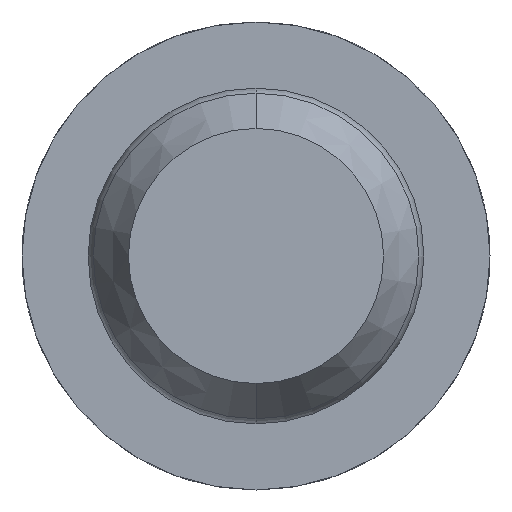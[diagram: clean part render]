
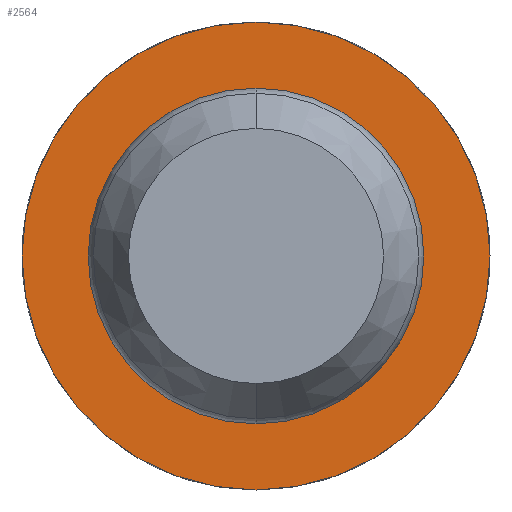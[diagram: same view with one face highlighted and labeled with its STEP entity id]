
A CAD part, front view. The second image highlights one B-rep face of the part: STEP entity #2564.
In plain terms, the highlighted planar face has unit normal (0, -1, 0).
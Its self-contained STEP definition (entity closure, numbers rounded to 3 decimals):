
#86 = VERTEX_POINT ( 'NONE', #1477 ) ;
#106 = CARTESIAN_POINT ( 'NONE',  ( 0., -10.5, 0.825 ) ) ;
#112 = VERTEX_POINT ( 'NONE', #675 ) ;
#300 = EDGE_CURVE ( 'Defeature ausgef�hrt2_4+Defeature ausgef�hrt2_5+Defeature ausgef�hrt2_5+Defeature ausgef�hrt2_5', #112, #2411, #758, .T. ) ;
#518 = DIRECTION ( 'NONE',  ( 0., 1., 0. ) ) ;
#524 = FACE_OUTER_BOUND ( 'NONE', #594, .T. ) ;
#541 = EDGE_CURVE ( 'Defeature ausgef�hrt2_3+Defeature ausgef�hrt2_4+Defeature ausgef�hrt2_4+Defeature ausgef�hrt2_4', #86, #1824, #3900, .T. ) ;
#594 = EDGE_LOOP ( 'NONE', ( #2817, #2078 ) ) ;
#622 = DIRECTION ( 'NONE',  ( 0., 0., 1. ) ) ;
#675 = CARTESIAN_POINT ( 'NONE',  ( 0., -10.5, -0.825 ) ) ;
#721 = DIRECTION ( 'NONE',  ( 0., 1., 0. ) ) ;
#754 = CARTESIAN_POINT ( 'NONE',  ( 0., -10.5, 0. ) ) ;
#758 = CIRCLE ( 'NONE', #3604, 0.825 ) ;
#891 = AXIS2_PLACEMENT_3D ( 'NONE', #2735, #3863, #2382 ) ;
#1332 = EDGE_LOOP ( 'NONE', ( #2719, #3910 ) ) ;
#1477 = CARTESIAN_POINT ( 'NONE',  ( 0., -10.5, -1.15 ) ) ;
#1734 = CARTESIAN_POINT ( 'NONE',  ( 0., -10.5, 0. ) ) ;
#1824 = VERTEX_POINT ( 'NONE', #2105 ) ;
#1952 = FACE_BOUND ( 'NONE', #1332, .T. ) ;
#2000 = AXIS2_PLACEMENT_3D ( 'NONE', #3467, #518, #3059 ) ;
#2046 = CARTESIAN_POINT ( 'NONE',  ( 0., -10.5, 0. ) ) ;
#2078 = ORIENTED_EDGE ( 'NONE', *, *, #541, .F. ) ;
#2105 = CARTESIAN_POINT ( 'NONE',  ( 0., -10.5, 1.15 ) ) ;
#2121 = DIRECTION ( 'NONE',  ( 0., 0., 1. ) ) ;
#2382 = DIRECTION ( 'NONE',  ( 0., 0., 1. ) ) ;
#2411 = VERTEX_POINT ( 'NONE', #106 ) ;
#2536 = DIRECTION ( 'NONE',  ( 0., 0., 1. ) ) ;
#2564 = ADVANCED_FACE ( 'Defeature ausgef�hrt2_4', ( #524, #1952 ), #3476, .F. ) ;
#2719 = ORIENTED_EDGE ( 'NONE', *, *, #3745, .T. ) ;
#2735 = CARTESIAN_POINT ( 'NONE',  ( 1.15, -10.5, 0. ) ) ;
#2817 = ORIENTED_EDGE ( 'NONE', *, *, #3436, .F. ) ;
#2826 = DIRECTION ( 'NONE',  ( 0., 1., 0. ) ) ;
#3059 = DIRECTION ( 'NONE',  ( 0., 0., 1. ) ) ;
#3436 = EDGE_CURVE ( 'Defeature ausgef�hrt2_3+Defeature ausgef�hrt2_4+Defeature ausgef�hrt2_4+Defeature ausgef�hrt2_4', #1824, #86, #4337, .T. ) ;
#3467 = CARTESIAN_POINT ( 'NONE',  ( 0., -10.5, 0. ) ) ;
#3476 = PLANE ( 'NONE',  #891 ) ;
#3515 = AXIS2_PLACEMENT_3D ( 'NONE', #1734, #4347, #2121 ) ;
#3604 = AXIS2_PLACEMENT_3D ( 'NONE', #2046, #2826, #622 ) ;
#3745 = EDGE_CURVE ( 'Defeature ausgef�hrt2_4+Defeature ausgef�hrt2_5+Defeature ausgef�hrt2_5+Defeature ausgef�hrt2_5', #2411, #112, #4106, .T. ) ;
#3863 = DIRECTION ( 'NONE',  ( 0., 1., 0. ) ) ;
#3900 = CIRCLE ( 'NONE', #3515, 1.15 ) ;
#3910 = ORIENTED_EDGE ( 'NONE', *, *, #300, .T. ) ;
#3928 = AXIS2_PLACEMENT_3D ( 'NONE', #754, #721, #2536 ) ;
#4106 = CIRCLE ( 'NONE', #3928, 0.825 ) ;
#4337 = CIRCLE ( 'NONE', #2000, 1.15 ) ;
#4347 = DIRECTION ( 'NONE',  ( 0., 1., 0. ) ) ;
